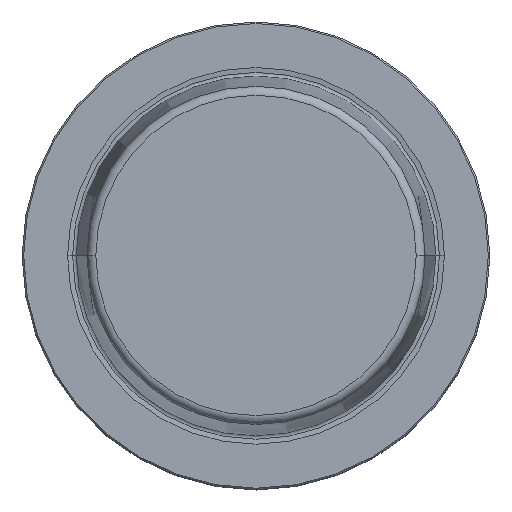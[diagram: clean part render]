
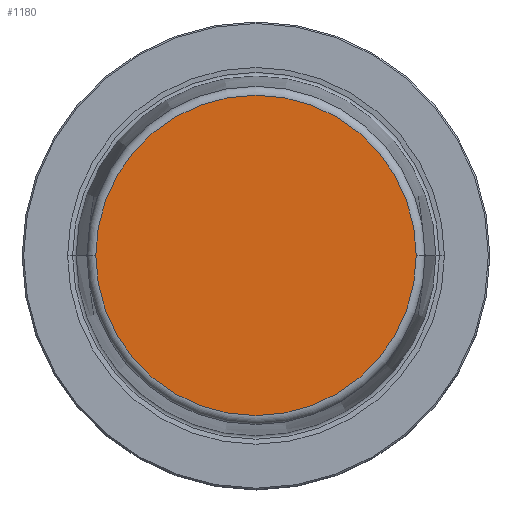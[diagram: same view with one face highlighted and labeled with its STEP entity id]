
A CAD part, top view. The second image highlights one B-rep face of the part: STEP entity #1180.
In plain terms, the highlighted planar face has unit normal (0, 0, 1).
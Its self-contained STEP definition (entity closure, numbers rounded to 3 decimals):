
#329=CARTESIAN_POINT('',(0.,0.,31.9));
#330=DIRECTION('',(0.,0.,1.));
#331=DIRECTION('',(1.,0.,0.));
#332=AXIS2_PLACEMENT_3D('',#329,#330,#331);
#337=CARTESIAN_POINT('',(0.,0.,31.9));
#338=DIRECTION('',(0.,0.,-1.));
#339=DIRECTION('',(1.,0.,0.));
#340=AXIS2_PLACEMENT_3D('',#337,#338,#339);
#781=CARTESIAN_POINT('',(21.581,0.,31.9));
#782=VERTEX_POINT('',#781);
#797=CARTESIAN_POINT('',(-21.581,0.,31.9));
#798=VERTEX_POINT('',#797);
#1171=CARTESIAN_POINT('',(0.,0.,31.9));
#1172=DIRECTION('',(0.,0.,-1.));
#1173=DIRECTION('',(-1.,0.,0.));
#1174=AXIS2_PLACEMENT_3D('',#1171,#1172,#1173);
#1175=PLANE('',#1174);
#1176=ORIENTED_EDGE('',*,*,#1164,.F.);
#1177=ORIENTED_EDGE('',*,*,#1153,.T.);
#1178=EDGE_LOOP('',(#1176,#1177));
#1179=FACE_OUTER_BOUND('',#1178,.F.);
#1180=ADVANCED_FACE('',(#1179),#1175,.F.);
#333=CIRCLE('',#332,21.581);
#341=CIRCLE('',#340,21.581);
#1153=EDGE_CURVE('',#782,#798,#341,.T.);
#1164=EDGE_CURVE('',#782,#798,#333,.T.);
